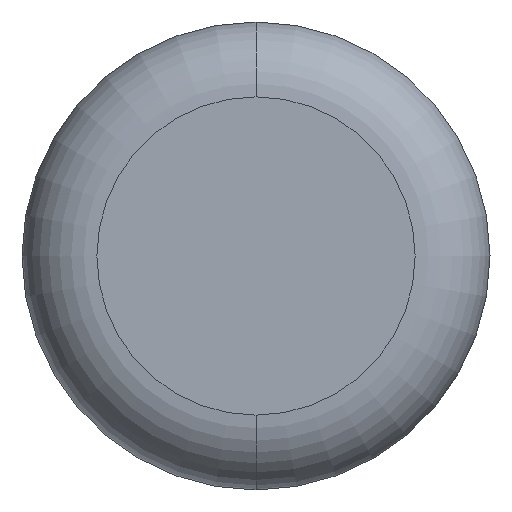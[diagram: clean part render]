
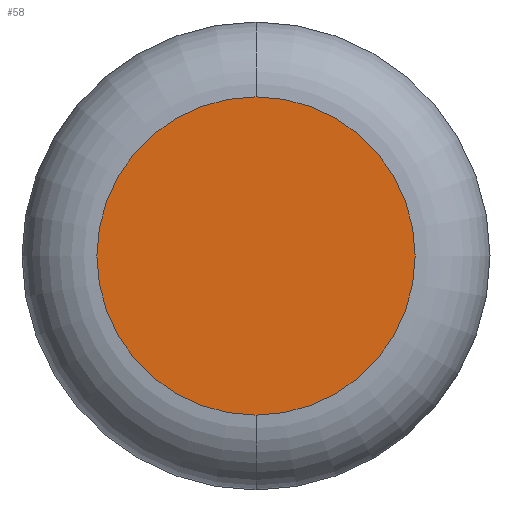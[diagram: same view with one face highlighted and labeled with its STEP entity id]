
A CAD part, front view. The second image highlights one B-rep face of the part: STEP entity #58.
In plain terms, the highlighted planar face has unit normal (0, -1, 0).
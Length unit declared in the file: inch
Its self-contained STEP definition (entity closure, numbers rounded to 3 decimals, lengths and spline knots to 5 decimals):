
#9 = EDGE_CURVE ( 'NONE', #52, #208, #321, .T. ) ;
#10 = DIRECTION ( 'NONE',  ( 0., -1., 0. ) ) ;
#38 = PLANE ( 'NONE',  #278 ) ;
#52 = VERTEX_POINT ( 'NONE', #348 ) ;
#58 = ADVANCED_FACE ( 'NONE', ( #184 ), #38, .T. ) ;
#85 = CARTESIAN_POINT ( 'NONE',  ( 0., 0., 0. ) ) ;
#101 = ORIENTED_EDGE ( 'NONE', *, *, #9, .T. ) ;
#129 = DIRECTION ( 'NONE',  ( 0., 0., -1. ) ) ;
#184 = FACE_OUTER_BOUND ( 'NONE', #256, .T. ) ;
#185 = EDGE_CURVE ( 'NONE', #208, #52, #259, .T. ) ;
#205 = CARTESIAN_POINT ( 'NONE',  ( 0., 0., 0. ) ) ;
#208 = VERTEX_POINT ( 'NONE', #334 ) ;
#212 = DIRECTION ( 'NONE',  ( 0., -1., 0. ) ) ;
#233 = AXIS2_PLACEMENT_3D ( 'NONE', #380, #10, #129 ) ;
#243 = DIRECTION ( 'NONE',  ( 0., 0., -1. ) ) ;
#247 = DIRECTION ( 'NONE',  ( 0., 0., -1. ) ) ;
#256 = EDGE_LOOP ( 'NONE', ( #101, #301 ) ) ;
#259 = CIRCLE ( 'NONE', #233, 0.1275 ) ;
#273 = DIRECTION ( 'NONE',  ( 0., -1., 0. ) ) ;
#278 = AXIS2_PLACEMENT_3D ( 'NONE', #85, #212, #243 ) ;
#301 = ORIENTED_EDGE ( 'NONE', *, *, #185, .T. ) ;
#321 = CIRCLE ( 'NONE', #377, 0.1275 ) ;
#334 = CARTESIAN_POINT ( 'NONE',  ( 0., 0., 0.1275 ) ) ;
#348 = CARTESIAN_POINT ( 'NONE',  ( 0., 0., -0.1275 ) ) ;
#377 = AXIS2_PLACEMENT_3D ( 'NONE', #205, #273, #247 ) ;
#380 = CARTESIAN_POINT ( 'NONE',  ( 0., 0., 0. ) ) ;
